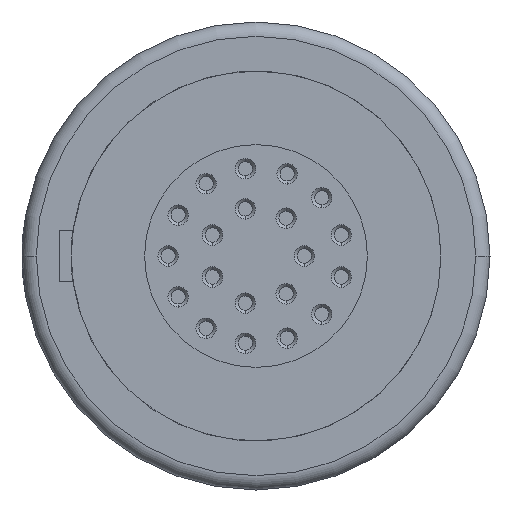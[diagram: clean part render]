
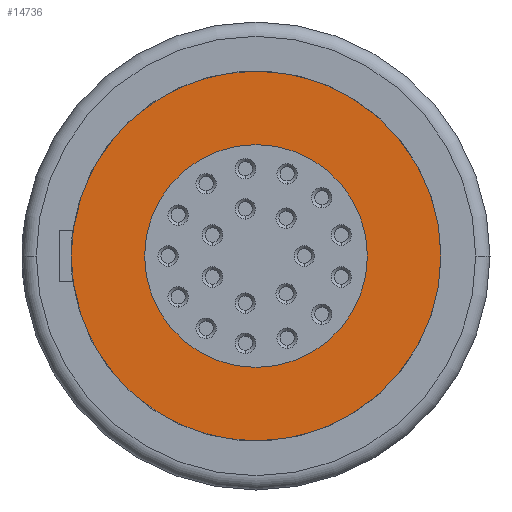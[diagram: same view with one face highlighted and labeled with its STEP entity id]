
A CAD part, left-side view. The second image highlights one B-rep face of the part: STEP entity #14736.
In plain terms, the highlighted planar face has unit normal (-1, 0, 0).
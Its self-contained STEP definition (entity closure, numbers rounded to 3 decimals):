
#7129=CARTESIAN_POINT('',(-1.1,0.,0.));
#7130=DIRECTION('',(-1.,0.,0.));
#7131=DIRECTION('',(0.,1.,0.));
#7132=AXIS2_PLACEMENT_3D('',#7129,#7130,#7131);
#7134=CARTESIAN_POINT('',(-1.1,0.,0.));
#7135=DIRECTION('',(1.,0.,0.));
#7136=DIRECTION('',(0.,1.,0.));
#7137=AXIS2_PLACEMENT_3D('',#7134,#7135,#7136);
#7139=CARTESIAN_POINT('',(-1.1,0.,0.));
#7140=DIRECTION('',(-1.,0.,0.));
#7141=DIRECTION('',(0.,0.,1.));
#7142=AXIS2_PLACEMENT_3D('',#7139,#7140,#7141);
#7144=CARTESIAN_POINT('',(-1.1,0.,0.));
#7145=DIRECTION('',(-1.,0.,0.));
#7146=DIRECTION('',(0.,0.,-1.));
#7147=AXIS2_PLACEMENT_3D('',#7144,#7145,#7146);
#8095=CARTESIAN_POINT('',(-1.1,0.,-5.45));
#8096=VERTEX_POINT('',#8095);
#8097=CARTESIAN_POINT('',(-1.1,0.,5.45));
#8098=VERTEX_POINT('',#8097);
#8124=CARTESIAN_POINT('',(-1.1,-9.05,0.));
#8126=VERTEX_POINT('',#8124);
#8131=CARTESIAN_POINT('',(-1.1,9.05,0.));
#8132=VERTEX_POINT('',#8131);
#14721=CARTESIAN_POINT('',(-1.1,0.,0.));
#14722=DIRECTION('',(1.,0.,0.));
#14723=DIRECTION('',(0.,-1.,0.));
#14724=AXIS2_PLACEMENT_3D('',#14721,#14722,#14723);
#14725=PLANE('',#14724);
#14726=ORIENTED_EDGE('',*,*,#14712,.F.);
#14727=ORIENTED_EDGE('',*,*,#14698,.T.);
#14728=EDGE_LOOP('',(#14726,#14727));
#14729=FACE_OUTER_BOUND('',#14728,.F.);
#14731=ORIENTED_EDGE('',*,*,#14730,.T.);
#14733=ORIENTED_EDGE('',*,*,#14732,.T.);
#14734=EDGE_LOOP('',(#14731,#14733));
#14735=FACE_BOUND('',#14734,.F.);
#14736=ADVANCED_FACE('',(#14729,#14735),#14725,.F.);
#7133=CIRCLE('',#7132,9.05);
#7138=CIRCLE('',#7137,9.05);
#7143=CIRCLE('',#7142,5.45);
#7148=CIRCLE('',#7147,5.45);
#14698=EDGE_CURVE('',#8132,#8126,#7138,.T.);
#14712=EDGE_CURVE('',#8132,#8126,#7133,.T.);
#14730=EDGE_CURVE('',#8098,#8096,#7143,.T.);
#14732=EDGE_CURVE('',#8096,#8098,#7148,.T.);
